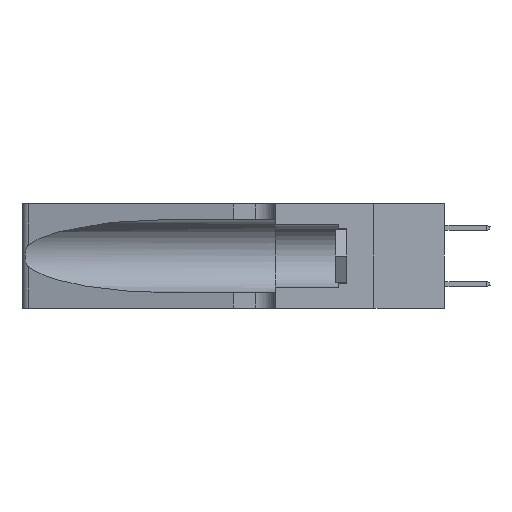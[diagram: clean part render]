
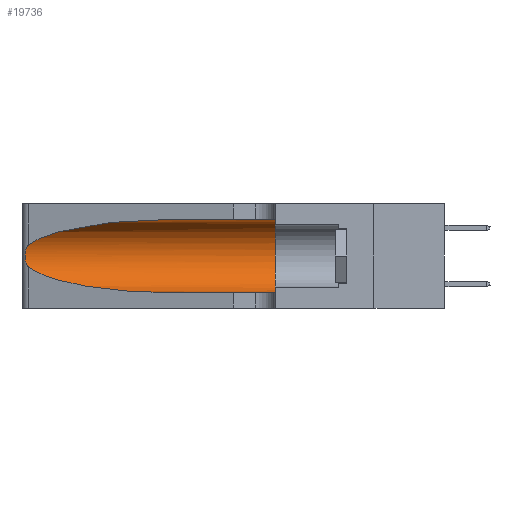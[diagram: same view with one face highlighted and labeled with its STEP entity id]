
A CAD part, left-side view. The second image highlights one B-rep face of the part: STEP entity #19736.
In plain terms, the highlighted cylindrical face has radius 3.308 mm (diameter 6.617 mm), a partial arc.
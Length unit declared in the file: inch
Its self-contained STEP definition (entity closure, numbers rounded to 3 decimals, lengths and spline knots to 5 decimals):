
#4 = ORIENTED_EDGE ( 'NONE', *, *, #23479, .F. ) ;
#192 = ORIENTED_EDGE ( 'NONE', *, *, #15049, .T. ) ;
#547 = VERTEX_POINT ( 'NONE', #2710 ) ;
#1804 = CARTESIAN_POINT ( 'NONE',  ( 0.1305, 0.35, 0.31525 ) ) ;
#2067 = CARTESIAN_POINT ( 'NONE',  ( 0.25555, 1.22994, 0.2215 ) ) ;
#2163 = CARTESIAN_POINT ( 'NONE',  ( 0.26075, 1.23896, 0.178 ) ) ;
#2710 = CARTESIAN_POINT ( 'NONE',  ( 0.25487, 1.22718, 0.14631 ) ) ;
#3011 = CARTESIAN_POINT ( 'NONE',  ( 0.2373, 1.15595, 0.08982 ) ) ;
#3145 = VERTEX_POINT ( 'NONE', #25650 ) ;
#3830 = CARTESIAN_POINT ( 'NONE',  ( 0.1305, 0.72297, 0.05475 ) ) ;
#3860 = DIRECTION ( 'NONE',  ( 0., 1., 0. ) ) ;
#4325 = EDGE_CURVE ( 'NONE', #3145, #547, #9959, .T. ) ;
#4403 = CARTESIAN_POINT ( 'NONE',  ( 0.25856, 1.23593, 0.16098 ) ) ;
#5228 = CARTESIAN_POINT ( 'NONE',  ( 0.1305, 0.72297, 0.05475 ) ) ;
#6222 = VECTOR ( 'NONE', #10599, 39.37008 ) ;
#6246 = CARTESIAN_POINT ( 'NONE',  ( 0.2373, 1.15595, 0.28018 ) ) ;
#6572 = CARTESIAN_POINT ( 'NONE',  ( 0.25639, 1.23186, 0.15144 ) ) ;
#6802 = LINE ( 'NONE', #7928, #12107 ) ;
#6810 = EDGE_CURVE ( 'NONE', #547, #27314, #22484, .T. ) ;
#7380 = ORIENTED_EDGE ( 'NONE', *, *, #6810, .T. ) ;
#7917 = EDGE_LOOP ( 'NONE', ( #13812, #15356, #7380, #192, #26205, #4 ) ) ;
#7928 = CARTESIAN_POINT ( 'NONE',  ( 0.1305, 1.61858, 0.31525 ) ) ;
#8484 = CARTESIAN_POINT ( 'NONE',  ( 0.1305, 1.61858, 0.05475 ) ) ;
#8553 = CIRCLE ( 'NONE', #24139, 0.13025 ) ;
#8715 = CARTESIAN_POINT ( 'NONE',  ( 0.25487, 1.22718, 0.14631 ) ) ;
#9959 = B_SPLINE_CURVE_WITH_KNOTS ( 'NONE', 3,
 ( #19053, #2067, #10735, #25329, #12831, #27399, #14922, #2163, #17014, #4403, #19134, #6572, #21224, #8715 ),
 .UNSPECIFIED., .F., .F.,
 ( 4, 2, 2, 2, 2, 2, 4 ),
 ( 0., 0.00027, 0.00053, 0.00107, 0.0016, 0.00187, 0.00214 ),
 .UNSPECIFIED. ) ;
#10599 = DIRECTION ( 'NONE',  ( 0., -1., 0. ) ) ;
#10659 = EDGE_CURVE ( 'NONE', #17909, #14182, #8553, .T. ) ;
#10735 = CARTESIAN_POINT ( 'NONE',  ( 0.25639, 1.23184, 0.21858 ) ) ;
#10980 = FACE_OUTER_BOUND ( 'NONE', #7917, .T. ) ;
#11492 = VERTEX_POINT ( 'NONE', #12833 ) ;
#11523 = CARTESIAN_POINT ( 'NONE',  ( 0.1305, 0.35, 0.05475 ) ) ;
#12107 = VECTOR ( 'NONE', #24619, 39.37008 ) ;
#12794 =( BOUNDED_CURVE ( )  B_SPLINE_CURVE ( 3, ( #22893, #14601, #6246, #20920 ),
 .UNSPECIFIED., .F., .F. ) 
 B_SPLINE_CURVE_WITH_KNOTS ( ( 4, 4 ),
 ( 1.5708, 2.84003 ),
 .UNSPECIFIED. ) 
 CURVE ( )  GEOMETRIC_REPRESENTATION_ITEM ( )  RATIONAL_B_SPLINE_CURVE ( ( 1., 0.87, 0.87, 1. ) ) 
 REPRESENTATION_ITEM ( '' )  );
#12831 = CARTESIAN_POINT ( 'NONE',  ( 0.25854, 1.2359, 0.20912 ) ) ;
#12833 = CARTESIAN_POINT ( 'NONE',  ( 0.1305, 0.72297, 0.31525 ) ) ;
#13624 = CARTESIAN_POINT ( 'NONE',  ( 0.25487, 1.22718, 0.14631 ) ) ;
#13812 = ORIENTED_EDGE ( 'NONE', *, *, #14493, .T. ) ;
#14182 = VERTEX_POINT ( 'NONE', #11523 ) ;
#14493 = EDGE_CURVE ( 'NONE', #11492, #3145, #12794, .T. ) ;
#14601 = CARTESIAN_POINT ( 'NONE',  ( 0.18966, 0.96281, 0.31525 ) ) ;
#14922 = CARTESIAN_POINT ( 'NONE',  ( 0.26075, 1.23896, 0.19203 ) ) ;
#15049 = EDGE_CURVE ( 'NONE', #27314, #14182, #22257, .T. ) ;
#15356 = ORIENTED_EDGE ( 'NONE', *, *, #4325, .T. ) ;
#16126 = DIRECTION ( 'NONE',  ( 0., 0., -1. ) ) ;
#16499 = CARTESIAN_POINT ( 'NONE',  ( 0.1305, 0.35, 0.185 ) ) ;
#17014 = CARTESIAN_POINT ( 'NONE',  ( 0.26017, 1.23833, 0.17102 ) ) ;
#17816 = CARTESIAN_POINT ( 'NONE',  ( 0.18966, 0.96281, 0.05475 ) ) ;
#17909 = VERTEX_POINT ( 'NONE', #1804 ) ;
#18640 = DIRECTION ( 'NONE',  ( 0., 0., 1. ) ) ;
#19053 = CARTESIAN_POINT ( 'NONE',  ( 0.25487, 1.22718, 0.22369 ) ) ;
#19134 = CARTESIAN_POINT ( 'NONE',  ( 0.25789, 1.23486, 0.15765 ) ) ;
#19736 = ADVANCED_FACE ( 'NONE', ( #10980 ), #21415, .F. ) ;
#20920 = CARTESIAN_POINT ( 'NONE',  ( 0.25487, 1.22718, 0.22369 ) ) ;
#21224 = CARTESIAN_POINT ( 'NONE',  ( 0.25555, 1.22993, 0.14849 ) ) ;
#21415 = CYLINDRICAL_SURFACE ( 'NONE', #23956, 0.13025 ) ;
#22257 = LINE ( 'NONE', #8484, #6222 ) ;
#22341 = CARTESIAN_POINT ( 'NONE',  ( 0.1305, 1.61858, 0.185 ) ) ;
#22484 =( BOUNDED_CURVE ( )  B_SPLINE_CURVE ( 3, ( #13624, #3011, #17816, #5228 ),
 .UNSPECIFIED., .F., .F. ) 
 B_SPLINE_CURVE_WITH_KNOTS ( ( 4, 4 ),
 ( 3.44316, 4.71239 ),
 .UNSPECIFIED. ) 
 CURVE ( )  GEOMETRIC_REPRESENTATION_ITEM ( )  RATIONAL_B_SPLINE_CURVE ( ( 1., 0.87, 0.87, 1. ) ) 
 REPRESENTATION_ITEM ( '' )  );
#22893 = CARTESIAN_POINT ( 'NONE',  ( 0.1305, 0.72297, 0.31525 ) ) ;
#23479 = EDGE_CURVE ( 'NONE', #11492, #17909, #6802, .T. ) ;
#23956 = AXIS2_PLACEMENT_3D ( 'NONE', #22341, #24528, #16126 ) ;
#24139 = AXIS2_PLACEMENT_3D ( 'NONE', #16499, #3860, #18640 ) ;
#24528 = DIRECTION ( 'NONE',  ( 0., -1., 0. ) ) ;
#24619 = DIRECTION ( 'NONE',  ( 0., -1., 0. ) ) ;
#25329 = CARTESIAN_POINT ( 'NONE',  ( 0.25787, 1.23484, 0.2124 ) ) ;
#25650 = CARTESIAN_POINT ( 'NONE',  ( 0.25487, 1.22718, 0.22369 ) ) ;
#26205 = ORIENTED_EDGE ( 'NONE', *, *, #10659, .F. ) ;
#27314 = VERTEX_POINT ( 'NONE', #3830 ) ;
#27399 = CARTESIAN_POINT ( 'NONE',  ( 0.26018, 1.23835, 0.19895 ) ) ;
